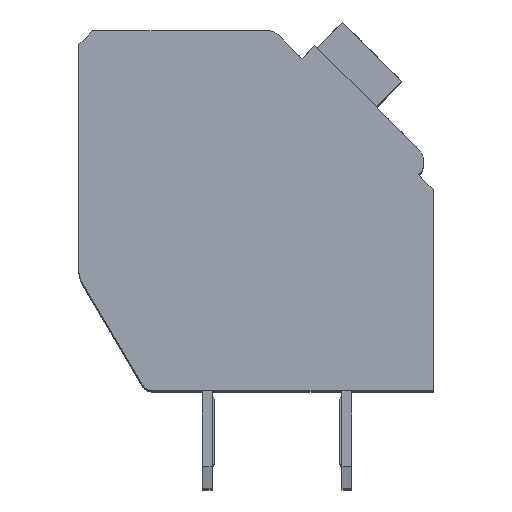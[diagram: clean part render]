
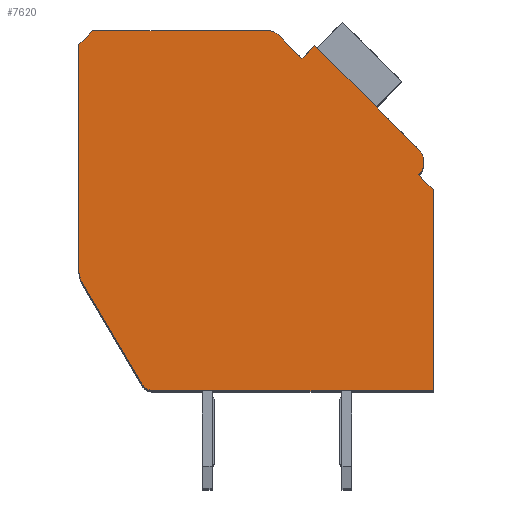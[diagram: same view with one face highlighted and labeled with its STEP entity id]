
A CAD part, top view. The second image highlights one B-rep face of the part: STEP entity #7620.
In plain terms, the highlighted planar face has unit normal (0, 0, 1).
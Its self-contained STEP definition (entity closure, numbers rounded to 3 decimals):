
#206=DIRECTION('',(0.,-1.,0.));
#207=VECTOR('',#206,8.053);
#208=CARTESIAN_POINT('',(-12.7,12.4,2.1));
#209=LINE('',#208,#207);
#210=DIRECTION('',(-0.707,-0.707,0.));
#211=VECTOR('',#210,0.707);
#212=CARTESIAN_POINT('',(-12.2,12.9,2.1));
#213=LINE('',#212,#211);
#214=DIRECTION('',(-1.,0.,0.));
#215=VECTOR('',#214,6.298);
#216=CARTESIAN_POINT('',(-5.902,12.9,2.1));
#217=LINE('',#216,#215);
#218=CARTESIAN_POINT('',(-5.902,12.4,2.1));
#219=DIRECTION('',(0.,0.,1.));
#220=DIRECTION('',(0.707,0.707,0.));
#221=AXIS2_PLACEMENT_3D('',#218,#219,#220);
#223=DIRECTION('',(-0.707,0.707,0.));
#224=VECTOR('',#223,1.197);
#225=CARTESIAN_POINT('',(-4.702,11.907,2.1));
#226=LINE('',#225,#224);
#227=DIRECTION('',(-0.707,-0.707,0.));
#228=VECTOR('',#227,0.65);
#229=CARTESIAN_POINT('',(-4.243,12.367,2.1));
#230=LINE('',#229,#228);
#231=DIRECTION('',(-0.707,0.707,0.));
#232=VECTOR('',#231,5.25);
#233=CARTESIAN_POINT('',(-0.53,8.655,2.1));
#234=LINE('',#233,#232);
#235=CARTESIAN_POINT('',(-0.99,8.195,2.1));
#236=DIRECTION('',(0.,0.,1.));
#237=DIRECTION('',(0.707,-0.707,0.));
#238=AXIS2_PLACEMENT_3D('',#235,#236,#237);
#240=DIRECTION('',(-0.707,0.707,0.));
#241=VECTOR('',#240,0.75);
#242=CARTESIAN_POINT('',(0.,7.205,2.1));
#243=LINE('',#242,#241);
#244=DIRECTION('',(0.,1.,0.));
#245=VECTOR('',#244,7.205);
#246=CARTESIAN_POINT('',(0.,0.,2.1));
#247=LINE('',#246,#245);
#248=DIRECTION('',(1.,0.,0.));
#249=VECTOR('',#248,10.014);
#250=CARTESIAN_POINT('',(-10.014,0.,2.1));
#251=LINE('',#250,#249);
#252=CARTESIAN_POINT('',(-10.014,0.5,2.1));
#253=DIRECTION('',(0.,0.,1.));
#254=DIRECTION('',(-0.862,-0.508,0.));
#255=AXIS2_PLACEMENT_3D('',#252,#253,#254);
#257=DIRECTION('',(0.508,-0.862,0.));
#258=VECTOR('',#257,4.17);
#259=CARTESIAN_POINT('',(-12.562,3.839,2.1));
#260=LINE('',#259,#258);
#261=CARTESIAN_POINT('',(-11.7,4.347,2.1));
#262=DIRECTION('',(0.,0.,1.));
#263=DIRECTION('',(-1.,0.,0.));
#264=AXIS2_PLACEMENT_3D('',#261,#262,#263);
#5685=CARTESIAN_POINT('',(-12.7,12.4,2.1));
#5686=CARTESIAN_POINT('',(-12.7,4.347,2.1));
#5687=VERTEX_POINT('',#5685);
#5688=VERTEX_POINT('',#5686);
#5689=CARTESIAN_POINT('',(-12.562,3.839,2.1));
#5690=VERTEX_POINT('',#5689);
#5691=CARTESIAN_POINT('',(-10.445,0.246,2.1));
#5692=VERTEX_POINT('',#5691);
#5693=CARTESIAN_POINT('',(-10.014,0.,2.1));
#5694=VERTEX_POINT('',#5693);
#5695=CARTESIAN_POINT('',(0.,0.,2.1));
#5696=VERTEX_POINT('',#5695);
#5697=CARTESIAN_POINT('',(0.,7.205,2.1));
#5698=VERTEX_POINT('',#5697);
#5699=CARTESIAN_POINT('',(-0.53,7.735,2.1));
#5700=VERTEX_POINT('',#5699);
#5701=CARTESIAN_POINT('',(-0.53,8.655,2.1));
#5702=VERTEX_POINT('',#5701);
#5703=CARTESIAN_POINT('',(-4.243,12.367,2.1));
#5704=VERTEX_POINT('',#5703);
#5705=CARTESIAN_POINT('',(-4.702,11.907,2.1));
#5706=VERTEX_POINT('',#5705);
#5707=CARTESIAN_POINT('',(-5.548,12.754,2.1));
#5708=VERTEX_POINT('',#5707);
#5709=CARTESIAN_POINT('',(-5.902,12.9,2.1));
#5710=VERTEX_POINT('',#5709);
#5711=CARTESIAN_POINT('',(-12.2,12.9,2.1));
#5712=VERTEX_POINT('',#5711);
#7587=CARTESIAN_POINT('',(0.,0.,2.1));
#7588=DIRECTION('',(0.,0.,1.));
#7589=DIRECTION('',(1.,0.,0.));
#7590=AXIS2_PLACEMENT_3D('',#7587,#7588,#7589);
#7591=PLANE('',#7590);
#7592=ORIENTED_EDGE('',*,*,#7432,.F.);
#7594=ORIENTED_EDGE('',*,*,#7593,.F.);
#7596=ORIENTED_EDGE('',*,*,#7595,.F.);
#7598=ORIENTED_EDGE('',*,*,#7597,.F.);
#7600=ORIENTED_EDGE('',*,*,#7599,.F.);
#7602=ORIENTED_EDGE('',*,*,#7601,.F.);
#7604=ORIENTED_EDGE('',*,*,#7603,.F.);
#7606=ORIENTED_EDGE('',*,*,#7605,.F.);
#7608=ORIENTED_EDGE('',*,*,#7607,.F.);
#7610=ORIENTED_EDGE('',*,*,#7609,.F.);
#7612=ORIENTED_EDGE('',*,*,#7611,.F.);
#7614=ORIENTED_EDGE('',*,*,#7613,.F.);
#7616=ORIENTED_EDGE('',*,*,#7615,.F.);
#7617=ORIENTED_EDGE('',*,*,#7505,.F.);
#7618=EDGE_LOOP('',(#7592,#7594,#7596,#7598,#7600,#7602,#7604,#7606,#7608,#7610,
#7612,#7614,#7616,#7617));
#7619=FACE_OUTER_BOUND('',#7618,.F.);
#222=CIRCLE('',#221,0.5);
#239=CIRCLE('',#238,0.65);
#256=CIRCLE('',#255,0.5);
#265=CIRCLE('',#264,1.);
#7432=EDGE_CURVE('',#5687,#5688,#209,.T.);
#7505=EDGE_CURVE('',#5688,#5690,#265,.T.);
#7593=EDGE_CURVE('',#5712,#5687,#213,.T.);
#7595=EDGE_CURVE('',#5710,#5712,#217,.T.);
#7597=EDGE_CURVE('',#5708,#5710,#222,.T.);
#7599=EDGE_CURVE('',#5706,#5708,#226,.T.);
#7601=EDGE_CURVE('',#5704,#5706,#230,.T.);
#7603=EDGE_CURVE('',#5702,#5704,#234,.T.);
#7605=EDGE_CURVE('',#5700,#5702,#239,.T.);
#7607=EDGE_CURVE('',#5698,#5700,#243,.T.);
#7609=EDGE_CURVE('',#5696,#5698,#247,.T.);
#7611=EDGE_CURVE('',#5694,#5696,#251,.T.);
#7613=EDGE_CURVE('',#5692,#5694,#256,.T.);
#7615=EDGE_CURVE('',#5690,#5692,#260,.T.);
#7620=ADVANCED_FACE('',(#7619),#7591,.T.);
